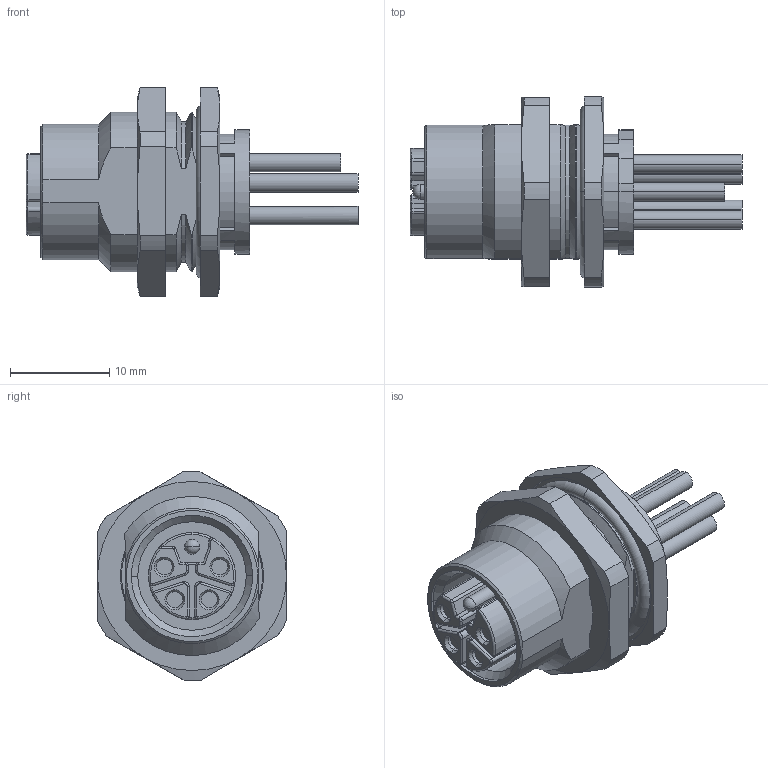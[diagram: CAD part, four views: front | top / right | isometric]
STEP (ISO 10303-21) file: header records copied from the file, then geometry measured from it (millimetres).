
FILE_DESCRIPTION((''),'2;1');
FILE_NAME('CAD-9224','2024-11-28T08:51:17',('creinig-se'),(''),'CREO PARAMETRIC BY PTC INC, 2022284','CREO PARAMETRIC BY PTC INC, 2022284','');
FILE_SCHEMA(('CONFIG_CONTROL_DESIGN','SHAPE_APPEARANCE_LAYERS_GROUPS'));
Length unit declared in the file: millimetre
Products named in the file (1): CAD-9224
Bounding box: 33.38 x 19.09 x 21 mm (x, y, z)
Volume: 3560.7 mm3; surface area: 3491.7 mm2
Topology: 1 solids, 1 shells, 337 faces, 912 edges, 588 vertices
Faces by surface type: cylinder 164, plane 95, cone 42, torus 23, bspline 11, sphere 2
Entity records: 14188 total; most frequent: CARTESIAN_POINT 2496, DIRECTION 1911, ORIENTED_EDGE 1816, PRESENTATION_STYLE_ASSIGNMENT 928, STYLED_ITEM 909, CURVE_STYLE 908, EDGE_CURVE 908, AXIS2_PLACEMENT_3D 766
